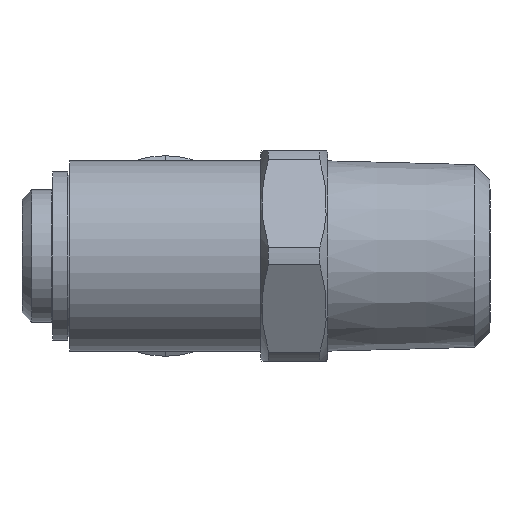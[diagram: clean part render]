
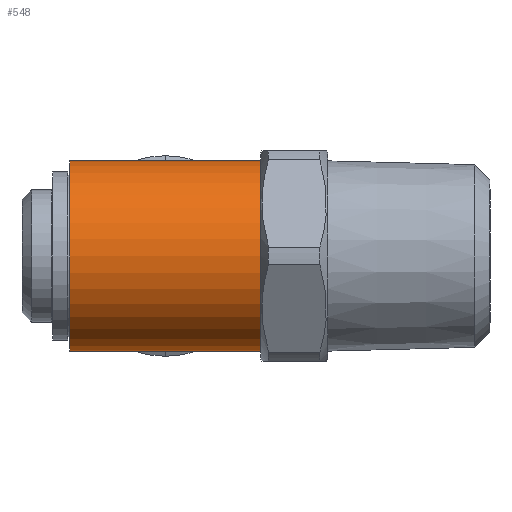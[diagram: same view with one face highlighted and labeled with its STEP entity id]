
A CAD part, left-side view. The second image highlights one B-rep face of the part: STEP entity #548.
In plain terms, the highlighted cylindrical face has radius 5 mm (diameter 10 mm), a partial arc.
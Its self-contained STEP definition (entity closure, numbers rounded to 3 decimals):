
#548 = ADVANCED_FACE ( 'NONE', ( #856 ), #857, .T. ) ;
#626 = EDGE_LOOP ( 'NONE', ( #2137, #2032, #2168, #2228 ) ) ;
#856 = FACE_OUTER_BOUND ( 'NONE', #626, .T. ) ;
#857 = CYLINDRICAL_SURFACE ( 'NONE', #1034, 5. ) ;
#1034 = AXIS2_PLACEMENT_3D ( 'NONE', #2918, #2919, #2920 ) ;
#1053 = AXIS2_PLACEMENT_3D ( 'NONE', #3570, #3571, #3572 ) ;
#1064 = AXIS2_PLACEMENT_3D ( 'NONE', #1320, #1321, #1323 ) ;
#1320 = CARTESIAN_POINT ( 'NONE',  ( 0., -5., 0. ) ) ;
#1321 = DIRECTION ( 'NONE',  ( 0., 1., 0. ) ) ;
#1323 = DIRECTION ( 'NONE',  ( 0., 0., 1. ) ) ;
#1538 = CIRCLE ( 'NONE', #1053, 5. ) ;
#1566 = CIRCLE ( 'NONE', #1064, 5. ) ;
#1825 = LINE ( 'NONE', #4079, #1827 ) ;
#1827 = VECTOR ( 'NONE', #4080, 1000. ) ;
#1828 = LINE ( 'NONE', #4084, #1830 ) ;
#1830 = VECTOR ( 'NONE', #4085, 1000. ) ;
#1896 = EDGE_CURVE ( 'NONE', #2354, #2346, #1538, .T. ) ;
#1916 = EDGE_CURVE ( 'NONE', #3193, #2350, #1566, .T. ) ;
#2032 = ORIENTED_EDGE ( 'NONE', *, *, #1916, .T. ) ;
#2137 = ORIENTED_EDGE ( 'NONE', *, *, #2138, .F. ) ;
#2138 = EDGE_CURVE ( 'NONE', #3193, #2346, #1825, .T. ) ;
#2140 = EDGE_CURVE ( 'NONE', #2350, #2354, #1828, .T. ) ;
#2168 = ORIENTED_EDGE ( 'NONE', *, *, #2140, .T. ) ;
#2228 = ORIENTED_EDGE ( 'NONE', *, *, #1896, .T. ) ;
#2346 = VERTEX_POINT ( 'NONE', #4240 ) ;
#2350 = VERTEX_POINT ( 'NONE', #4244 ) ;
#2354 = VERTEX_POINT ( 'NONE', #4248 ) ;
#2918 = CARTESIAN_POINT ( 'NONE',  ( 0., 13.586, 0. ) ) ;
#2919 = DIRECTION ( 'NONE',  ( 0., 1., 0. ) ) ;
#2920 = DIRECTION ( 'NONE',  ( 0., 0., 1. ) ) ;
#3193 = VERTEX_POINT ( 'NONE', #4259 ) ;
#3570 = CARTESIAN_POINT ( 'NONE',  ( 0., 5., 0. ) ) ;
#3571 = DIRECTION ( 'NONE',  ( 0., -1., 0. ) ) ;
#3572 = DIRECTION ( 'NONE',  ( 0., 0., -1. ) ) ;
#4079 = CARTESIAN_POINT ( 'NONE',  ( 0., 13.586, -5. ) ) ;
#4080 = DIRECTION ( 'NONE',  ( 0., 1., 0. ) ) ;
#4084 = CARTESIAN_POINT ( 'NONE',  ( 0., 13.586, 5. ) ) ;
#4085 = DIRECTION ( 'NONE',  ( 0., 1., 0. ) ) ;
#4240 = CARTESIAN_POINT ( 'NONE',  ( 0., 5., -5. ) ) ;
#4244 = CARTESIAN_POINT ( 'NONE',  ( 0., -5., 5. ) ) ;
#4248 = CARTESIAN_POINT ( 'NONE',  ( 0., 5., 5. ) ) ;
#4259 = CARTESIAN_POINT ( 'NONE',  ( 0., -5., -5. ) ) ;
